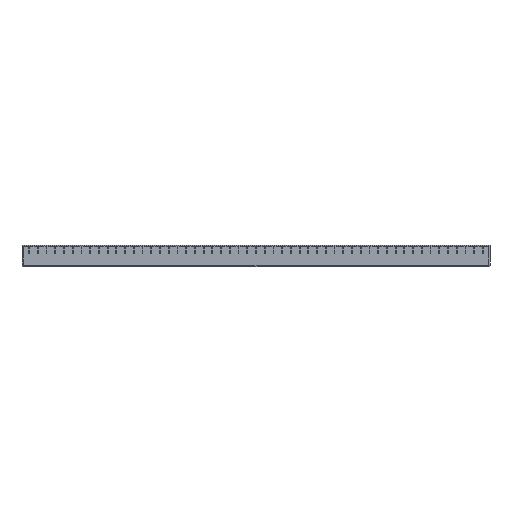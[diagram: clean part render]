
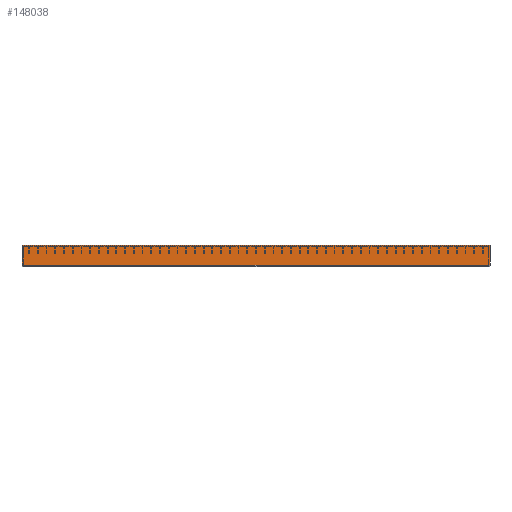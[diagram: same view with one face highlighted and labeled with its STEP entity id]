
A CAD part, top view. The second image highlights one B-rep face of the part: STEP entity #148038.
In plain terms, the highlighted planar face has unit normal (0, 0, 1).
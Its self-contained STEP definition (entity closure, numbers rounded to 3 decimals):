
#12211 = VERTEX_POINT ( 'NONE', #259430 ) ;
#25615 = VERTEX_POINT ( 'NONE', #110788 ) ;
#45795 = CARTESIAN_POINT ( 'NONE',  ( 590., 12.5, 0. ) ) ;
#49193 = CARTESIAN_POINT ( 'NONE',  ( 0., -12.5, 0. ) ) ;
#74721 = CARTESIAN_POINT ( 'NONE',  ( 590., 12.5, 0. ) ) ;
#77388 = DIRECTION ( 'NONE',  ( 0., 1., 0. ) ) ;
#81827 = ORIENTED_EDGE ( 'NONE', *, *, #136089, .T. ) ;
#83933 = B_SPLINE_CURVE_WITH_KNOTS ( 'NONE', 3,
 ( #49193, #237179, #112981, #173381 ),
 .UNSPECIFIED., .F., .F.,
 ( 4, 4 ),
 ( 0., 1. ),
 .UNSPECIFIED. ) ;
#104125 = VECTOR ( 'NONE', #256622, 1000. ) ;
#110788 = CARTESIAN_POINT ( 'NONE',  ( 590., -12.5, 0. ) ) ;
#112981 = CARTESIAN_POINT ( 'NONE',  ( 0., 4.167, 0. ) ) ;
#115401 = DIRECTION ( 'NONE',  ( -1., 0., 0. ) ) ;
#116305 = CARTESIAN_POINT ( 'NONE',  ( 590., -12.5, 0. ) ) ;
#117573 = PLANE ( 'NONE',  #148576 ) ;
#125255 = CARTESIAN_POINT ( 'NONE',  ( 590., 12.5, 0. ) ) ;
#132039 = VERTEX_POINT ( 'NONE', #242174 ) ;
#136089 = EDGE_CURVE ( 'NONE', #132039, #269570, #211786, .T. ) ;
#140423 = DIRECTION ( 'NONE',  ( 0., 0., -1. ) ) ;
#144398 = EDGE_CURVE ( 'NONE', #132039, #25615, #189053, .T. ) ;
#147176 = DIRECTION ( 'NONE',  ( 0., -1., 0. ) ) ;
#148038 = ADVANCED_FACE ( 'NONE', ( #223858 ), #117573, .F. ) ;
#148576 = AXIS2_PLACEMENT_3D ( 'NONE', #74721, #140423, #77388 ) ;
#155663 = EDGE_CURVE ( 'NONE', #25615, #12211, #249205, .T. ) ;
#170856 = VECTOR ( 'NONE', #115401, 1000. ) ;
#173381 = CARTESIAN_POINT ( 'NONE',  ( 0., 12.5, 0. ) ) ;
#177174 = ORIENTED_EDGE ( 'NONE', *, *, #144398, .F. ) ;
#189053 = LINE ( 'NONE', #125255, #237983 ) ;
#205221 = ORIENTED_EDGE ( 'NONE', *, *, #236023, .F. ) ;
#211786 = LINE ( 'NONE', #45795, #104125 ) ;
#217203 = ORIENTED_EDGE ( 'NONE', *, *, #155663, .F. ) ;
#219228 = CARTESIAN_POINT ( 'NONE',  ( 0., 12.5, 0. ) ) ;
#223858 = FACE_OUTER_BOUND ( 'NONE', #258598, .T. ) ;
#236023 = EDGE_CURVE ( 'NONE', #12211, #269570, #83933, .T. ) ;
#237179 = CARTESIAN_POINT ( 'NONE',  ( 0., -4.167, 0. ) ) ;
#237983 = VECTOR ( 'NONE', #147176, 1000. ) ;
#242174 = CARTESIAN_POINT ( 'NONE',  ( 590., 12.5, 0. ) ) ;
#249205 = LINE ( 'NONE', #116305, #170856 ) ;
#256622 = DIRECTION ( 'NONE',  ( -1., 0., 0. ) ) ;
#258598 = EDGE_LOOP ( 'NONE', ( #81827, #205221, #217203, #177174 ) ) ;
#259430 = CARTESIAN_POINT ( 'NONE',  ( 0., -12.5, 0. ) ) ;
#269570 = VERTEX_POINT ( 'NONE', #219228 ) ;
